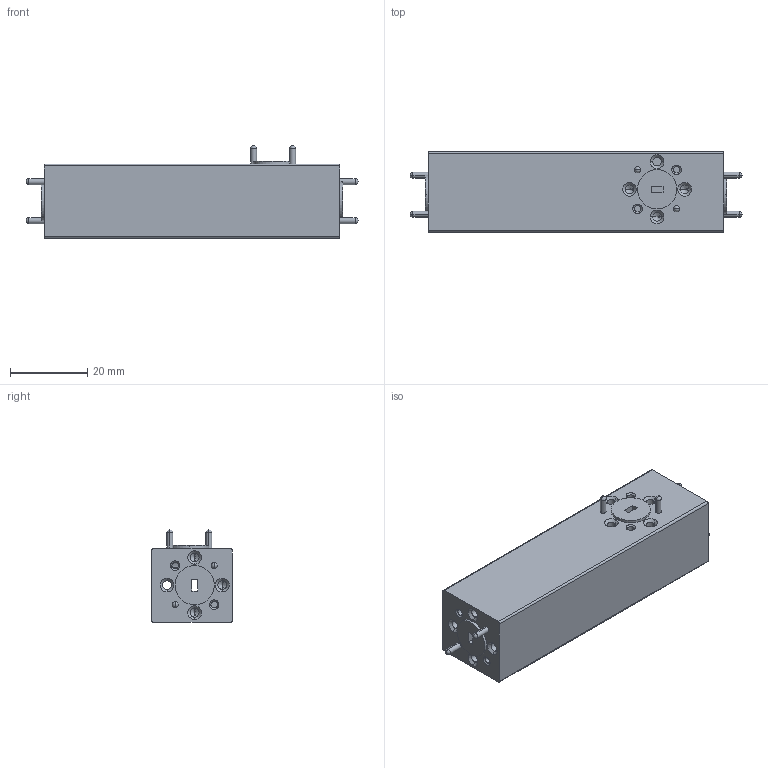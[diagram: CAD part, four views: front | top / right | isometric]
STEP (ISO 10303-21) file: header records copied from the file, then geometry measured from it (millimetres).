
FILE_DESCRIPTION (( 'STEP AP214' ), '1' );
FILE_NAME ('FMW12CP011-20_3D.step', '2024-09-17T22:31:17', ( '' ), ( '' ), 'SwSTEP 2.0', 'SolidWorks 2022', '' );
FILE_SCHEMA (( 'AUTOMOTIVE_DESIGN' ));
Length unit declared in the file: inch
Products named in the file (1): FMW12CP011-20_3D
Bounding box: 86 x 20.8 x 24 mm (x, y, z)
Volume: 22313.7 mm3; surface area: 9987.7 mm2
Topology: 1 solids, 1 shells, 396 faces, 1014 edges, 640 vertices
Faces by surface type: plane 213, cylinder 86, cone 54, bspline 20, torus 12, sphere 11
Entity records: 14190 total; most frequent: CARTESIAN_POINT 3796, DIRECTION 2052, ORIENTED_EDGE 1956, EDGE_CURVE 978, AXIS2_PLACEMENT_3D 741, VERTEX_POINT 633, VECTOR 570, LINE 570
